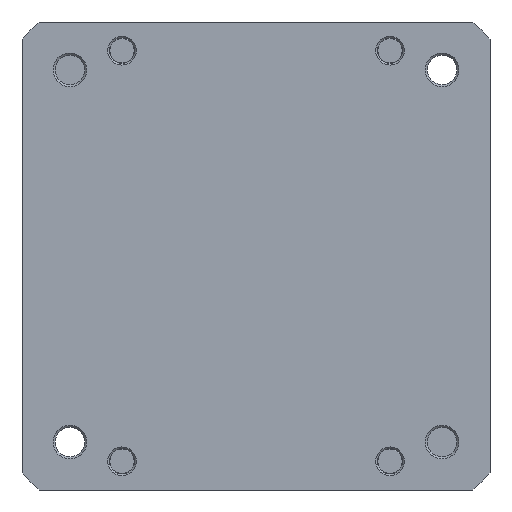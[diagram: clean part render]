
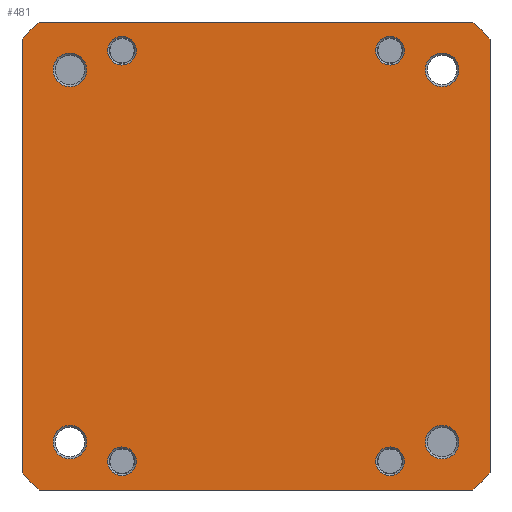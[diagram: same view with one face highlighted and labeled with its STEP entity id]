
A CAD part, front view. The second image highlights one B-rep face of the part: STEP entity #481.
In plain terms, the highlighted planar face has unit normal (0, -1, 0).
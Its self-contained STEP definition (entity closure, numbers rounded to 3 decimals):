
#318=CARTESIAN_POINT('',(0.,-13.0,0.));
#319=DIRECTION('',(0.0,1.0,0.0));
#320=DIRECTION('',(0.0,0.0,1.0));
#321=AXIS2_PLACEMENT_3D('',#318,#319,#320);
#322=PLANE('',#321);
#323=CARTESIAN_POINT('',(-110.,-13.0,101.98));
#324=VERTEX_POINT('',#323);
#325=CARTESIAN_POINT('',(-101.98,-13.0,110.0));
#326=VERTEX_POINT('',#325);
#327=CARTESIAN_POINT('',(0.0,-13.0,0.0));
#328=DIRECTION('',(0.0,1.0,0.0));
#329=DIRECTION('',(0.733,0.0,-0.68));
#330=AXIS2_PLACEMENT_3D('',#327,#328,#329);
#331=CIRCLE('',#330,150.0);
#332=EDGE_CURVE('',#324,#326,#331,.T.);
#333=ORIENTED_EDGE('',*,*,#332,.F.);
#334=CARTESIAN_POINT('',(-110.,-13.0,-101.98));
#335=VERTEX_POINT('',#334);
#336=CARTESIAN_POINT('',(-110.,-13.0,-101.98));
#337=DIRECTION('',(0.0,0.0,1.0));
#338=VECTOR('',#337,203.961);
#339=LINE('',#336,#338);
#340=EDGE_CURVE('',#335,#324,#339,.T.);
#341=ORIENTED_EDGE('',*,*,#340,.F.);
#342=CARTESIAN_POINT('',(-101.98,-13.0,-110.0));
#343=VERTEX_POINT('',#342);
#344=CARTESIAN_POINT('',(0.0,-13.0,0.0));
#345=DIRECTION('',(0.0,1.0,0.0));
#346=DIRECTION('',(0.68,0.0,0.733));
#347=AXIS2_PLACEMENT_3D('',#344,#345,#346);
#348=CIRCLE('',#347,150.0);
#349=EDGE_CURVE('',#343,#335,#348,.T.);
#350=ORIENTED_EDGE('',*,*,#349,.F.);
#351=CARTESIAN_POINT('',(101.98,-13.0,-110.0));
#352=VERTEX_POINT('',#351);
#353=CARTESIAN_POINT('',(101.98,-13.0,-110.0));
#354=DIRECTION('',(-1.0,0.0,0.0));
#355=VECTOR('',#354,203.961);
#356=LINE('',#353,#355);
#357=EDGE_CURVE('',#352,#343,#356,.T.);
#358=ORIENTED_EDGE('',*,*,#357,.F.);
#359=CARTESIAN_POINT('',(110.,-13.0,-101.98));
#360=VERTEX_POINT('',#359);
#361=CARTESIAN_POINT('',(0.0,-13.0,0.0));
#362=DIRECTION('',(0.0,1.0,0.0));
#363=DIRECTION('',(-0.733,0.0,0.68));
#364=AXIS2_PLACEMENT_3D('',#361,#362,#363);
#365=CIRCLE('',#364,150.);
#366=EDGE_CURVE('',#360,#352,#365,.T.);
#367=ORIENTED_EDGE('',*,*,#366,.F.);
#368=CARTESIAN_POINT('',(110.,-13.0,101.98));
#369=VERTEX_POINT('',#368);
#370=CARTESIAN_POINT('',(110.,-13.0,101.98));
#371=DIRECTION('',(0.0,0.0,-1.0));
#372=VECTOR('',#371,203.961);
#373=LINE('',#370,#372);
#374=EDGE_CURVE('',#369,#360,#373,.T.);
#375=ORIENTED_EDGE('',*,*,#374,.F.);
#376=CARTESIAN_POINT('',(101.98,-13.0,110.0));
#377=VERTEX_POINT('',#376);
#378=CARTESIAN_POINT('',(0.0,-13.0,0.0));
#379=DIRECTION('',(0.0,1.0,0.0));
#380=DIRECTION('',(-0.68,0.0,-0.733));
#381=AXIS2_PLACEMENT_3D('',#378,#379,#380);
#382=CIRCLE('',#381,150.0);
#383=EDGE_CURVE('',#377,#369,#382,.T.);
#384=ORIENTED_EDGE('',*,*,#383,.F.);
#385=CARTESIAN_POINT('',(-101.98,-13.0,110.0));
#386=DIRECTION('',(1.0,0.0,0.0));
#387=VECTOR('',#386,203.961);
#388=LINE('',#385,#387);
#389=EDGE_CURVE('',#326,#377,#388,.T.);
#390=ORIENTED_EDGE('',*,*,#389,.F.);
#391=EDGE_LOOP('',(#333,#341,#350,#358,#367,#375,#384,#390));
#392=FACE_OUTER_BOUND('',#391,.T.);
#393=CARTESIAN_POINT('',(69.718,-13.0,96.5));
#394=VERTEX_POINT('',#393);
#395=CARTESIAN_POINT('',(63.,-13.0,96.5));
#396=DIRECTION('',(0.0,-1.0,0.0));
#397=DIRECTION('',(-1.0,0.0,0.0));
#398=AXIS2_PLACEMENT_3D('',#395,#396,#397);
#399=CIRCLE('',#398,6.718);
#400=EDGE_CURVE('',#394,#394,#399,.T.);
#401=ORIENTED_EDGE('',*,*,#400,.F.);
#402=EDGE_LOOP('',(#401));
#403=FACE_BOUND('',#402,.T.);
#404=CARTESIAN_POINT('',(-56.283,-13.0,-96.5));
#405=VERTEX_POINT('',#404);
#406=CARTESIAN_POINT('',(-63.,-13.0,-96.5));
#407=DIRECTION('',(0.0,-1.0,0.0));
#408=DIRECTION('',(-1.0,0.0,0.0));
#409=AXIS2_PLACEMENT_3D('',#406,#407,#408);
#410=CIRCLE('',#409,6.718);
#411=EDGE_CURVE('',#405,#405,#410,.T.);
#412=ORIENTED_EDGE('',*,*,#411,.F.);
#413=EDGE_LOOP('',(#412));
#414=FACE_BOUND('',#413,.T.);
#415=CARTESIAN_POINT('',(95.417,-13.0,87.5));
#416=VERTEX_POINT('',#415);
#417=CARTESIAN_POINT('',(87.5,-13.0,87.5));
#418=DIRECTION('',(0.0,-1.0,0.0));
#419=DIRECTION('',(-1.0,0.0,0.0));
#420=AXIS2_PLACEMENT_3D('',#417,#418,#419);
#421=CIRCLE('',#420,7.918);
#422=EDGE_CURVE('',#416,#416,#421,.T.);
#423=ORIENTED_EDGE('',*,*,#422,.F.);
#424=EDGE_LOOP('',(#423));
#425=FACE_BOUND('',#424,.T.);
#426=CARTESIAN_POINT('',(-79.583,-13.0,-87.5));
#427=VERTEX_POINT('',#426);
#428=CARTESIAN_POINT('',(-87.5,-13.0,-87.5));
#429=DIRECTION('',(0.0,-1.0,0.0));
#430=DIRECTION('',(-1.0,0.0,0.0));
#431=AXIS2_PLACEMENT_3D('',#428,#429,#430);
#432=CIRCLE('',#431,7.918);
#433=EDGE_CURVE('',#427,#427,#432,.T.);
#434=ORIENTED_EDGE('',*,*,#433,.F.);
#435=EDGE_LOOP('',(#434));
#436=FACE_BOUND('',#435,.T.);
#437=CARTESIAN_POINT('',(95.417,-13.0,-87.5));
#438=VERTEX_POINT('',#437);
#439=CARTESIAN_POINT('',(87.5,-13.0,-87.5));
#440=DIRECTION('',(0.0,-1.0,0.0));
#441=DIRECTION('',(-1.0,0.0,0.0));
#442=AXIS2_PLACEMENT_3D('',#439,#440,#441);
#443=CIRCLE('',#442,7.918);
#444=EDGE_CURVE('',#438,#438,#443,.T.);
#445=ORIENTED_EDGE('',*,*,#444,.F.);
#446=EDGE_LOOP('',(#445));
#447=FACE_BOUND('',#446,.T.);
#448=CARTESIAN_POINT('',(-79.583,-13.0,87.5));
#449=VERTEX_POINT('',#448);
#450=CARTESIAN_POINT('',(-87.5,-13.0,87.5));
#451=DIRECTION('',(0.0,-1.0,0.0));
#452=DIRECTION('',(-1.0,0.0,0.0));
#453=AXIS2_PLACEMENT_3D('',#450,#451,#452);
#454=CIRCLE('',#453,7.918);
#455=EDGE_CURVE('',#449,#449,#454,.T.);
#456=ORIENTED_EDGE('',*,*,#455,.F.);
#457=EDGE_LOOP('',(#456));
#458=FACE_BOUND('',#457,.T.);
#459=CARTESIAN_POINT('',(69.718,-13.0,-96.5));
#460=VERTEX_POINT('',#459);
#461=CARTESIAN_POINT('',(63.,-13.0,-96.5));
#462=DIRECTION('',(0.0,-1.0,0.0));
#463=DIRECTION('',(-1.0,0.0,0.0));
#464=AXIS2_PLACEMENT_3D('',#461,#462,#463);
#465=CIRCLE('',#464,6.718);
#466=EDGE_CURVE('',#460,#460,#465,.T.);
#467=ORIENTED_EDGE('',*,*,#466,.F.);
#468=EDGE_LOOP('',(#467));
#469=FACE_BOUND('',#468,.T.);
#470=CARTESIAN_POINT('',(-56.283,-13.0,96.5));
#471=VERTEX_POINT('',#470);
#472=CARTESIAN_POINT('',(-63.,-13.0,96.5));
#473=DIRECTION('',(0.0,-1.0,0.0));
#474=DIRECTION('',(-1.0,0.0,0.0));
#475=AXIS2_PLACEMENT_3D('',#472,#473,#474);
#476=CIRCLE('',#475,6.718);
#477=EDGE_CURVE('',#471,#471,#476,.T.);
#478=ORIENTED_EDGE('',*,*,#477,.F.);
#479=EDGE_LOOP('',(#478));
#480=FACE_BOUND('',#479,.T.);
#481=ADVANCED_FACE('',(#392,#403,#414,#425,#436,#447,#458,#469,#480),#322,.F.);
